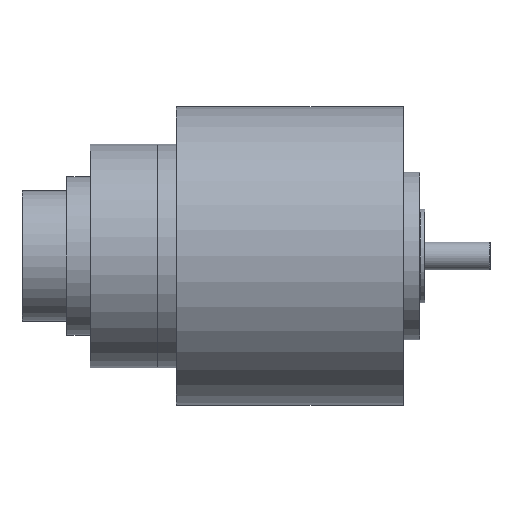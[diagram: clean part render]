
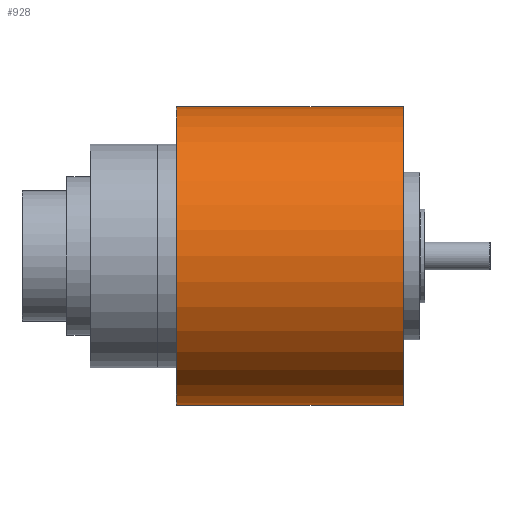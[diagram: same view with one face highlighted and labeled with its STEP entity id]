
A CAD part, front view. The second image highlights one B-rep face of the part: STEP entity #928.
In plain terms, the highlighted cylindrical face has radius 101.6 mm (diameter 203.2 mm), a partial arc.
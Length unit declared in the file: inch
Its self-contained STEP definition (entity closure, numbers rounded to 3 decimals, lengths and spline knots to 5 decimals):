
#4 = EDGE_CURVE ( 'NONE', #500, #498, #1321, .T. ) ;
#9 = EDGE_CURVE ( 'NONE', #499, #497, #1333, .T. ) ;
#238 = EDGE_CURVE ( 'NONE', #497, #498, #1517, .T. ) ;
#240 = EDGE_CURVE ( 'NONE', #500, #499, #1519, .T. ) ;
#358 = EDGE_LOOP ( 'NONE', ( #1138, #1140, #1142, #1144 ) ) ;
#497 = VERTEX_POINT ( 'NONE', #1931 ) ;
#498 = VERTEX_POINT ( 'NONE', #1932 ) ;
#499 = VERTEX_POINT ( 'NONE', #1933 ) ;
#500 = VERTEX_POINT ( 'NONE', #1934 ) ;
#596 = CARTESIAN_POINT ( 'NONE',  ( 21.54371, 0., -4. ) ) ;
#599 = DIRECTION ( 'NONE',  ( -1., 0., 0. ) ) ;
#605 = CARTESIAN_POINT ( 'NONE',  ( 21.54371, 0., 4. ) ) ;
#611 = DIRECTION ( 'NONE',  ( -1., 0., 0. ) ) ;
#928 = ADVANCED_FACE ( 'NONE', ( #2569 ), #2571, .T. ) ;
#1138 = ORIENTED_EDGE ( 'NONE', *, *, #4, .F. ) ;
#1140 = ORIENTED_EDGE ( 'NONE', *, *, #240, .T. ) ;
#1142 = ORIENTED_EDGE ( 'NONE', *, *, #9, .T. ) ;
#1144 = ORIENTED_EDGE ( 'NONE', *, *, #238, .T. ) ;
#1321 = LINE ( 'NONE', #596, #1325 ) ;
#1325 = VECTOR ( 'NONE', #599, 39.37008 ) ;
#1326 = VECTOR ( 'NONE', #611, 39.37008 ) ;
#1333 = LINE ( 'NONE', #605, #1326 ) ;
#1517 = CIRCLE ( 'NONE', #1629, 4. ) ;
#1519 = CIRCLE ( 'NONE', #1631, 4. ) ;
#1629 = AXIS2_PLACEMENT_3D ( 'NONE', #1866, #1873, #1874 ) ;
#1631 = AXIS2_PLACEMENT_3D ( 'NONE', #1872, #1879, #1880 ) ;
#1746 = AXIS2_PLACEMENT_3D ( 'NONE', #2349, #2345, #2348 ) ;
#1866 = CARTESIAN_POINT ( 'NONE',  ( 4.145, 0., 0. ) ) ;
#1872 = CARTESIAN_POINT ( 'NONE',  ( 10.225, 0., 0. ) ) ;
#1873 = DIRECTION ( 'NONE',  ( 1., 0., 0. ) ) ;
#1874 = DIRECTION ( 'NONE',  ( 0., 0., -1. ) ) ;
#1879 = DIRECTION ( 'NONE',  ( -1., 0., 0. ) ) ;
#1880 = DIRECTION ( 'NONE',  ( 0., 0., -1. ) ) ;
#1931 = CARTESIAN_POINT ( 'NONE',  ( 4.145, 0., 4. ) ) ;
#1932 = CARTESIAN_POINT ( 'NONE',  ( 4.145, 0., -4. ) ) ;
#1933 = CARTESIAN_POINT ( 'NONE',  ( 10.225, 0., 4. ) ) ;
#1934 = CARTESIAN_POINT ( 'NONE',  ( 10.225, 0., -4. ) ) ;
#2345 = DIRECTION ( 'NONE',  ( -1., 0., 0. ) ) ;
#2348 = DIRECTION ( 'NONE',  ( 0., 0., 1. ) ) ;
#2349 = CARTESIAN_POINT ( 'NONE',  ( 21.54371, 0., 0. ) ) ;
#2569 = FACE_OUTER_BOUND ( 'NONE', #358, .T. ) ;
#2571 = CYLINDRICAL_SURFACE ( 'NONE', #1746, 4. ) ;
